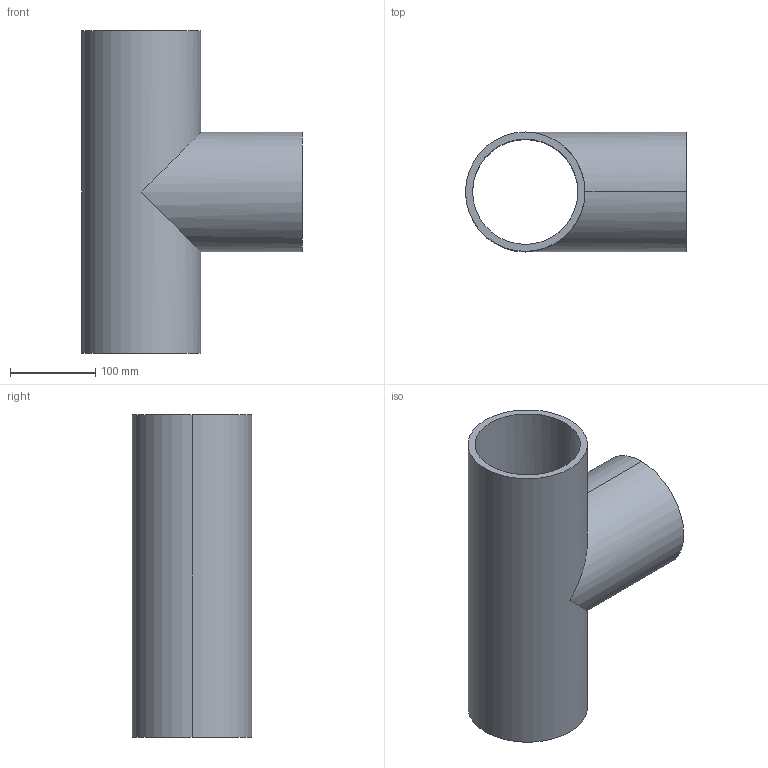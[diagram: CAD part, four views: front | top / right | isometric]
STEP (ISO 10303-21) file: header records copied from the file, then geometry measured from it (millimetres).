
FILE_DESCRIPTION (( 'STEP AP203' ), '1' );
FILE_NAME ('Equal Tee 90° SDR17 001 115 0041 0140.step', '2019-12-02T14:02:13', ( '' ), ( '' ), 'SwSTEP 2.0', 'SolidWorks 2019', '' );
FILE_SCHEMA (( 'CONFIG_CONTROL_DESIGN' ));
Length unit declared in the file: millimetre
Products named in the file (1): Equal Tee 90° SDR17 001 115 0041 0140
Bounding box: 259 x 140 x 378 mm (x, y, z)
Volume: 1658832 mm3; surface area: 409837.2 mm2
Topology: 1 solids, 1 shells, 11 faces, 30 edges, 20 vertices
Faces by surface type: cylinder 8, plane 3
Entity records: 441 total; most frequent: CARTESIAN_POINT 86, ORIENTED_EDGE 60, DIRECTION 58, EDGE_CURVE 30, AXIS2_PLACEMENT_3D 24, VERTEX_POINT 20, EDGE_LOOP 14, CIRCLE 12
